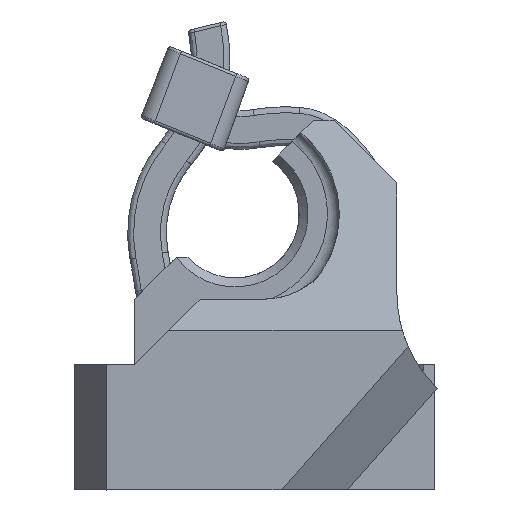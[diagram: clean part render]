
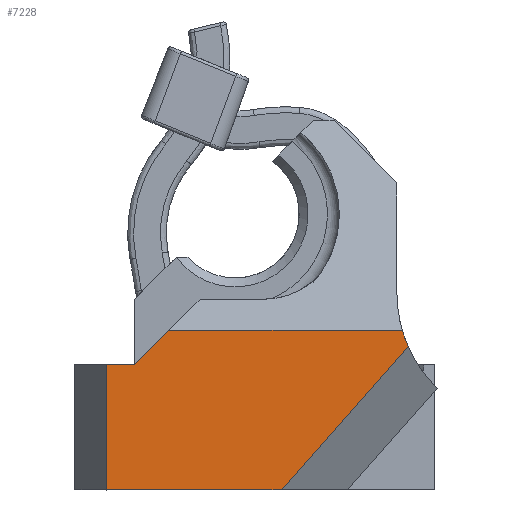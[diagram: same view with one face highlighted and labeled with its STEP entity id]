
A CAD part, left-side view. The second image highlights one B-rep face of the part: STEP entity #7228.
In plain terms, the highlighted planar face has unit normal (-1, 0, 0).
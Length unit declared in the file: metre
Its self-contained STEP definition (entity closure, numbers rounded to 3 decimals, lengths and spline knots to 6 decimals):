
#209=CIRCLE('',#7808,0.0045);
#1872=ORIENTED_EDGE('',*,*,#3533,.T.);
#1873=ORIENTED_EDGE('',*,*,#3472,.T.);
#1874=ORIENTED_EDGE('',*,*,#3522,.T.);
#1875=ORIENTED_EDGE('',*,*,#3534,.T.);
#1876=ORIENTED_EDGE('',*,*,#3535,.T.);
#1877=ORIENTED_EDGE('',*,*,#3536,.T.);
#1878=ORIENTED_EDGE('',*,*,#3537,.F.);
#3472=EDGE_CURVE('',#4387,#4386,#209,.F.);
#3522=EDGE_CURVE('',#4386,#4429,#5138,.T.);
#3533=EDGE_CURVE('',#4436,#4387,#5145,.T.);
#3534=EDGE_CURVE('',#4429,#4437,#5146,.F.);
#3535=EDGE_CURVE('',#4437,#4438,#5147,.T.);
#3536=EDGE_CURVE('',#4438,#4439,#5148,.T.);
#3537=EDGE_CURVE('',#4436,#4439,#5149,.T.);
#4386=VERTEX_POINT('',#11502);
#4387=VERTEX_POINT('',#11504);
#4429=VERTEX_POINT('',#11629);
#4436=VERTEX_POINT('',#11650);
#4437=VERTEX_POINT('',#11652);
#4438=VERTEX_POINT('',#11654);
#4439=VERTEX_POINT('',#11656);
#5138=LINE('',#11628,#5781);
#5145=LINE('',#11649,#5788);
#5146=LINE('',#11651,#5789);
#5147=LINE('',#11653,#5790);
#5148=LINE('',#11655,#5791);
#5149=LINE('',#11657,#5792);
#5781=VECTOR('',#9268,1.);
#5788=VECTOR('',#9289,1.);
#5789=VECTOR('',#9290,1.);
#5790=VECTOR('',#9291,1.);
#5791=VECTOR('',#9292,1.);
#5792=VECTOR('',#9293,1.);
#6189=EDGE_LOOP('',(#1872,#1873,#1874,#1875,#1876,#1877,#1878));
#6617=FACE_BOUND('',#6189,.T.);
#6974=PLANE('',#7835);
#7228=ADVANCED_FACE('',(#6617),#6974,.T.);
#7808=AXIS2_PLACEMENT_3D('',#11503,#9200,#9201);
#7835=AXIS2_PLACEMENT_3D('',#11648,#9287,#9288);
#9200=DIRECTION('',(-1.,0.,0.));
#9201=DIRECTION('',(0.,0.,1.));
#9268=DIRECTION('',(0.,1.,0.));
#9287=DIRECTION('',(-1.,0.,0.));
#9288=DIRECTION('',(0.,0.,1.));
#9289=DIRECTION('',(0.,-0.662,0.75));
#9290=DIRECTION('',(0.,-0.707,0.707));
#9291=DIRECTION('',(0.,1.,0.));
#9292=DIRECTION('',(0.,0.,-1.));
#9293=DIRECTION('',(0.,1.,0.));
#11502=CARTESIAN_POINT('',(0.018922,-0.00722,-0.19465));
#11503=CARTESIAN_POINT('',(0.018922,-0.011537,-0.19338));
#11504=CARTESIAN_POINT('',(0.018922,-0.007421,-0.195199));
#11628=CARTESIAN_POINT('',(0.018922,-0.00081,-0.19465));
#11629=CARTESIAN_POINT('',(0.018922,0.000615,-0.19465));
#11648=CARTESIAN_POINT('',(0.018922,-0.00081,-0.1876));
#11649=CARTESIAN_POINT('',(0.018922,-0.008297,-0.194206));
#11650=CARTESIAN_POINT('',(0.018922,-0.003184,-0.2));
#11651=CARTESIAN_POINT('',(0.018922,-0.003622,-0.190413));
#11652=CARTESIAN_POINT('',(0.018922,0.001765,-0.1958));
#11653=CARTESIAN_POINT('',(0.018922,-0.00081,-0.1958));
#11654=CARTESIAN_POINT('',(0.018922,0.002694,-0.1958));
#11655=CARTESIAN_POINT('',(0.018922,0.002694,-0.1876));
#11656=CARTESIAN_POINT('',(0.018922,0.002694,-0.2));
#11657=CARTESIAN_POINT('',(0.018922,-0.00081,-0.2));
